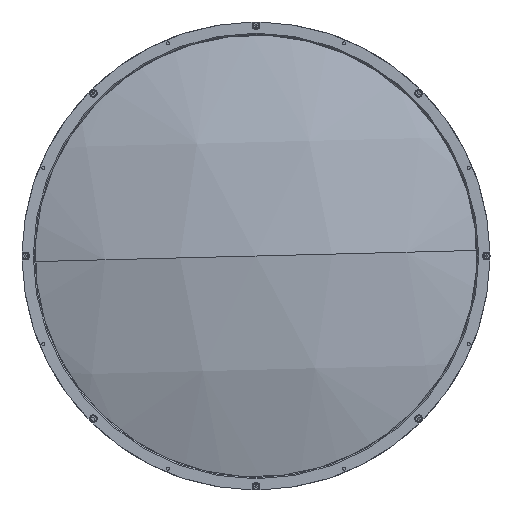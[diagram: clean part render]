
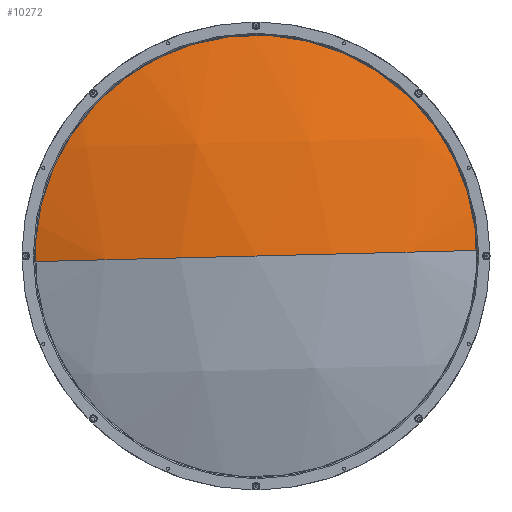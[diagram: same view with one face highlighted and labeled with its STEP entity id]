
A CAD part, left-side view. The second image highlights one B-rep face of the part: STEP entity #10272.
In plain terms, the highlighted spherical face has radius 527.92 mm.
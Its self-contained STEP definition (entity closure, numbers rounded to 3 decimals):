
#412 = DIRECTION ( 'NONE',  ( 0., 0.025, 1. ) ) ;
#706 = EDGE_CURVE ( 'NONE', #13292, #10985, #2297, .T. ) ;
#781 = DIRECTION ( 'NONE',  ( 0., -0.025, -1. ) ) ;
#892 = CARTESIAN_POINT ( 'NONE',  ( -3., 0., 0. ) ) ;
#1254 = CARTESIAN_POINT ( 'NONE',  ( 28.634, -179.943, 4.542 ) ) ;
#1578 = ORIENTED_EDGE ( 'NONE', *, *, #706, .T. ) ;
#1854 = ORIENTED_EDGE ( 'NONE', *, *, #5628, .T. ) ;
#2006 = CIRCLE ( 'NONE', #16169, 527.92 ) ;
#2297 = CIRCLE ( 'NONE', #14576, 527.92 ) ;
#2648 = CIRCLE ( 'NONE', #12269, 180. ) ;
#4394 = DIRECTION ( 'NONE',  ( 0., 0.025, 1. ) ) ;
#4913 = CARTESIAN_POINT ( 'NONE',  ( 28.634, 0., 0. ) ) ;
#5522 = AXIS2_PLACEMENT_3D ( 'NONE', #15364, #412, #12913 ) ;
#5628 = EDGE_CURVE ( 'NONE', #13744, #13292, #2648, .T. ) ;
#5650 = ORIENTED_EDGE ( 'NONE', *, *, #13492, .F. ) ;
#6168 = DIRECTION ( 'NONE',  ( 0., 0.025, 1. ) ) ;
#8217 = CARTESIAN_POINT ( 'NONE',  ( 524.92, 0., 0. ) ) ;
#9485 = DIRECTION ( 'NONE',  ( 0., 1., -0.025 ) ) ;
#10272 = ADVANCED_FACE ( 'NONE', ( #12024 ), #15362, .T. ) ;
#10985 = VERTEX_POINT ( 'NONE', #892 ) ;
#11861 = CARTESIAN_POINT ( 'NONE',  ( 524.92, 0., 0. ) ) ;
#12024 = FACE_OUTER_BOUND ( 'NONE', #13474, .T. ) ;
#12269 = AXIS2_PLACEMENT_3D ( 'NONE', #4913, #13659, #6168 ) ;
#12913 = DIRECTION ( 'NONE',  ( 0., -1., 0.025 ) ) ;
#13135 = DIRECTION ( 'NONE',  ( 0., -1., 0.025 ) ) ;
#13292 = VERTEX_POINT ( 'NONE', #15359 ) ;
#13474 = EDGE_LOOP ( 'NONE', ( #1854, #1578, #5650 ) ) ;
#13492 = EDGE_CURVE ( 'NONE', #13744, #10985, #2006, .T. ) ;
#13659 = DIRECTION ( 'NONE',  ( -1., 0., 0. ) ) ;
#13744 = VERTEX_POINT ( 'NONE', #1254 ) ;
#14576 = AXIS2_PLACEMENT_3D ( 'NONE', #11861, #4394, #13135 ) ;
#15359 = CARTESIAN_POINT ( 'NONE',  ( 28.634, 179.943, -4.542 ) ) ;
#15362 = SPHERICAL_SURFACE ( 'NONE', #5522, 527.92 ) ;
#15364 = CARTESIAN_POINT ( 'NONE',  ( 524.92, 0., 0. ) ) ;
#16169 = AXIS2_PLACEMENT_3D ( 'NONE', #8217, #781, #9485 ) ;
